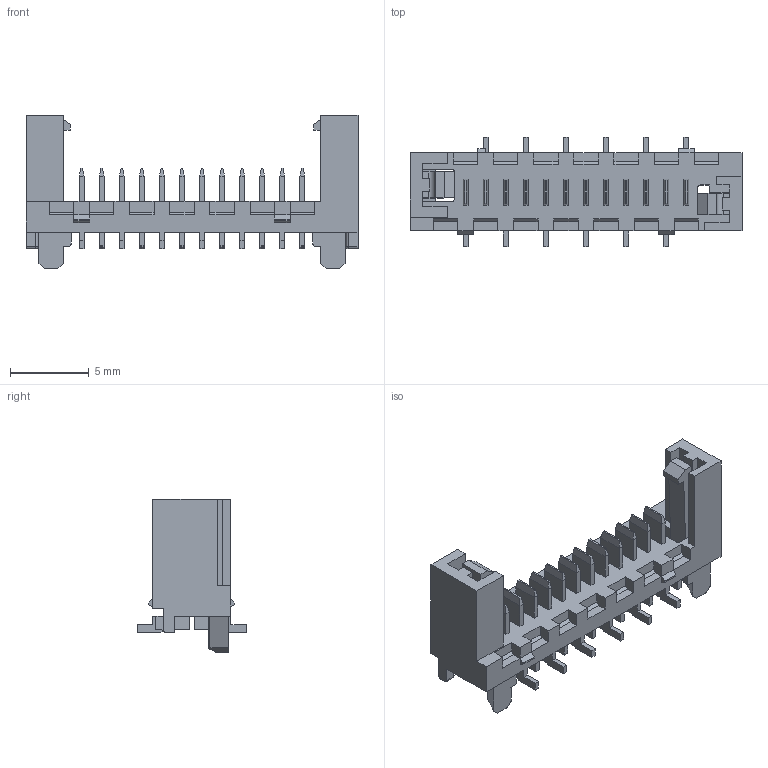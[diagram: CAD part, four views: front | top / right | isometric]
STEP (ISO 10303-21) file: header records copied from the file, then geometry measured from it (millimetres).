
FILE_DESCRIPTION((''),'2;1');
FILE_NAME('908160012','2017-09-28T',('ksrinivasara'),(''),'PRO/ENGINEER BY PARAMETRIC TECHNOLOGY CORPORATION, 2012310','PRO/ENGINEER BY PARAMETRIC TECHNOLOGY CORPORATION, 2012310','');
FILE_SCHEMA(('CONFIG_CONTROL_DESIGN'));
Length unit declared in the file: millimetre
Products named in the file (1): 908160012
Bounding box: 21.02 x 6.92 x 9.7 mm (x, y, z)
Volume: 276.1 mm3; surface area: 813.3 mm2
Topology: 1 solids, 1 shells, 589 faces, 1650 edges, 1080 vertices
Faces by surface type: plane 495, cylinder 88, sphere 6
Entity records: 18577 total; most frequent: CARTESIAN_POINT 3297, ORIENTED_EDGE 3196, DIRECTION 3006, EDGE_CURVE 1598, VECTOR 1464, LINE 1464, VERTEX_POINT 1028, AXIS2_PLACEMENT_3D 771
